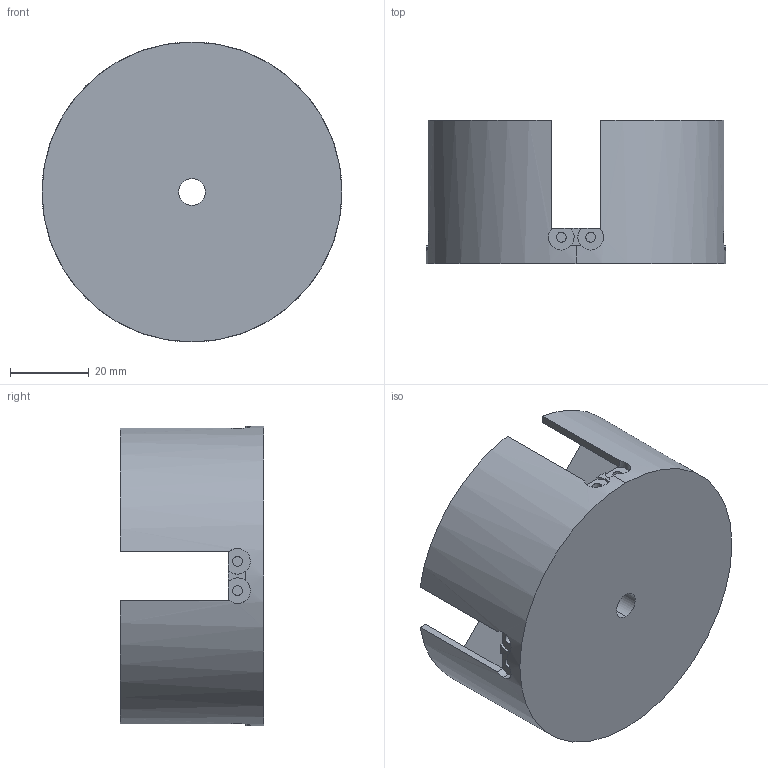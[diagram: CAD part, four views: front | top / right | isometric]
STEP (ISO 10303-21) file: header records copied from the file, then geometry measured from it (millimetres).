
FILE_DESCRIPTION (( 'STEP AP203' ), '1' );
FILE_NAME ('ServoBay_423_Default_sldprt.STEP', '2023-07-18T01:07:07', ( '' ), ( '' ), 'SwSTEP 2.0', 'SolidWorks 2022', '' );
FILE_SCHEMA (( 'CONFIG_CONTROL_DESIGN' ));
Length unit declared in the file: millimetre
Products named in the file (1): ServoBay_423_Default_sldprt
Bounding box: 75.95 x 36.24 x 75.95 mm (x, y, z)
Volume: 64350.9 mm3; surface area: 30686.9 mm2
Topology: 1 solids, 1 shells, 222 faces, 616 edges, 400 vertices
Faces by surface type: plane 141, cylinder 81
Entity records: 7467 total; most frequent: CARTESIAN_POINT 1634, ORIENTED_EDGE 1232, DIRECTION 1158, EDGE_CURVE 616, LINE 438, VECTOR 438, VERTEX_POINT 400, AXIS2_PLACEMENT_3D 360
